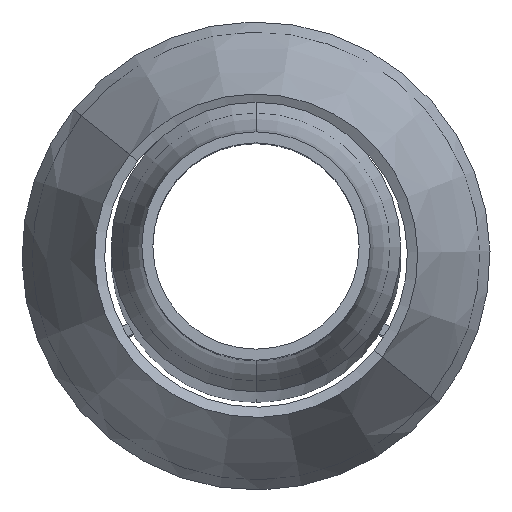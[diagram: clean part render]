
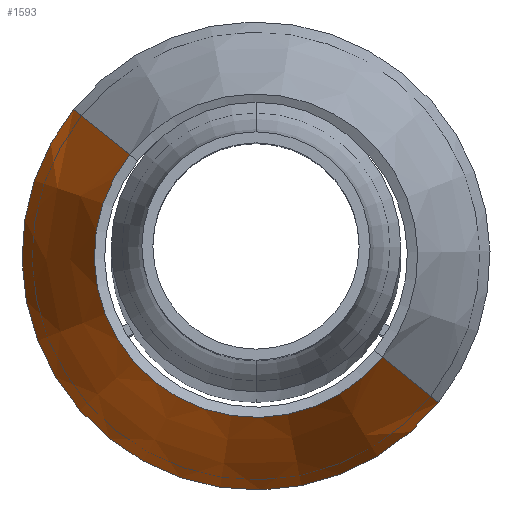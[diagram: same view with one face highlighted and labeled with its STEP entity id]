
A CAD part, top view. The second image highlights one B-rep face of the part: STEP entity #1593.
In plain terms, the highlighted conical face has half-angle 25.408 degrees and reference radius 42.5 mm.
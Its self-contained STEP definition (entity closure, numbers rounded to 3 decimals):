
#49 = CARTESIAN_POINT ( 'NONE',  ( 0., 40., 0. ) ) ;
#179 = CARTESIAN_POINT ( 'NONE',  ( 0., 40., 42.5 ) ) ;
#187 = CARTESIAN_POINT ( 'NONE',  ( 0., 40., 42.5 ) ) ;
#224 = VECTOR ( 'NONE', #821, 1000. ) ;
#277 = CONICAL_SURFACE ( 'NONE', #910, 42.5, 0.443 ) ;
#286 = EDGE_CURVE ( 'NONE', #424, #1473, #1139, .T. ) ;
#300 = EDGE_CURVE ( 'NONE', #1473, #705, #1430, .T. ) ;
#398 = DIRECTION ( 'NONE',  ( 0., 0., -1. ) ) ;
#424 = VERTEX_POINT ( 'NONE', #187 ) ;
#459 = DIRECTION ( 'NONE',  ( 0., -1., 0. ) ) ;
#551 = VECTOR ( 'NONE', #2017, 1000. ) ;
#582 = AXIS2_PLACEMENT_3D ( 'NONE', #49, #1634, #1782 ) ;
#596 = AXIS2_PLACEMENT_3D ( 'NONE', #1604, #1515, #398 ) ;
#643 = ORIENTED_EDGE ( 'NONE', *, *, #286, .F. ) ;
#694 = EDGE_LOOP ( 'NONE', ( #643, #1785, #905, #1548 ) ) ;
#705 = VERTEX_POINT ( 'NONE', #1479 ) ;
#773 = EDGE_CURVE ( 'NONE', #1576, #705, #1047, .T. ) ;
#821 = DIRECTION ( 'NONE',  ( 0., -0.903, 0.429 ) ) ;
#842 = CIRCLE ( 'NONE', #582, 42.5 ) ;
#905 = ORIENTED_EDGE ( 'NONE', *, *, #773, .T. ) ;
#910 = AXIS2_PLACEMENT_3D ( 'NONE', #1899, #459, #1092 ) ;
#1047 = LINE ( 'NONE', #1533, #551 ) ;
#1092 = DIRECTION ( 'NONE',  ( 0., 0., -1. ) ) ;
#1139 = LINE ( 'NONE', #179, #224 ) ;
#1255 = FACE_OUTER_BOUND ( 'NONE', #694, .T. ) ;
#1277 = CARTESIAN_POINT ( 'NONE',  ( 0., 40., -42.5 ) ) ;
#1430 = CIRCLE ( 'NONE', #596, 61.5 ) ;
#1473 = VERTEX_POINT ( 'NONE', #1725 ) ;
#1479 = CARTESIAN_POINT ( 'NONE',  ( 0., 0., -61.5 ) ) ;
#1515 = DIRECTION ( 'NONE',  ( 0., -1., 0. ) ) ;
#1533 = CARTESIAN_POINT ( 'NONE',  ( 0., 40., -42.5 ) ) ;
#1548 = ORIENTED_EDGE ( 'NONE', *, *, #300, .F. ) ;
#1576 = VERTEX_POINT ( 'NONE', #1277 ) ;
#1593 = ADVANCED_FACE ( 'NONE', ( #1255 ), #277, .T. ) ;
#1604 = CARTESIAN_POINT ( 'NONE',  ( 0., 0., 0. ) ) ;
#1634 = DIRECTION ( 'NONE',  ( 0., -1., 0. ) ) ;
#1725 = CARTESIAN_POINT ( 'NONE',  ( 0., 0., 61.5 ) ) ;
#1728 = EDGE_CURVE ( 'NONE', #424, #1576, #842, .T. ) ;
#1782 = DIRECTION ( 'NONE',  ( 0., 0., -1. ) ) ;
#1785 = ORIENTED_EDGE ( 'NONE', *, *, #1728, .T. ) ;
#1899 = CARTESIAN_POINT ( 'NONE',  ( 0., 40., 0. ) ) ;
#2017 = DIRECTION ( 'NONE',  ( 0., -0.903, -0.429 ) ) ;
